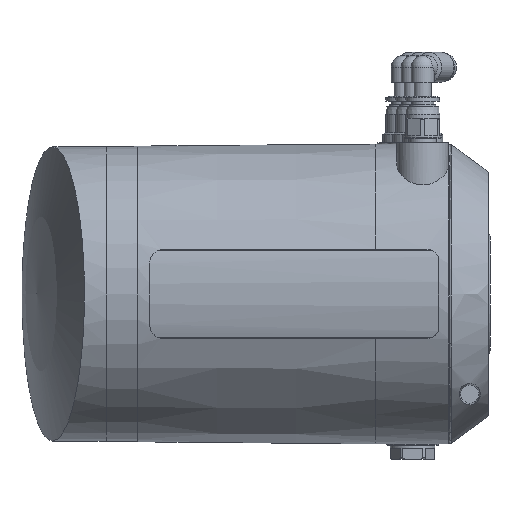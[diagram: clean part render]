
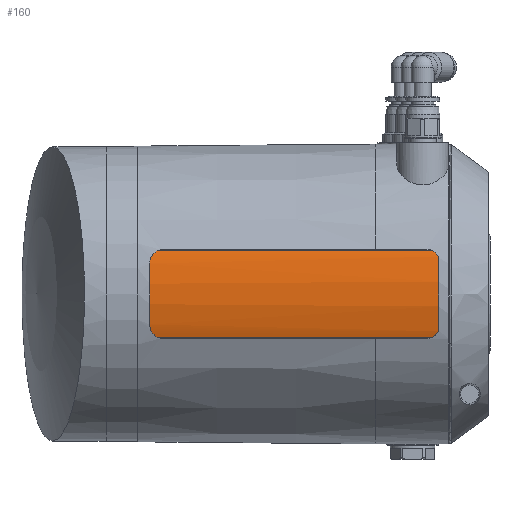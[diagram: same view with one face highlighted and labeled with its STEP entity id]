
A CAD part, left-side view. The second image highlights one B-rep face of the part: STEP entity #160.
In plain terms, the highlighted cylindrical face has radius 53.5 mm (diameter 107 mm), a partial arc.
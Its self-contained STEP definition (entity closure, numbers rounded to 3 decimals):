
#160 = ADVANCED_FACE( '', ( #555 ), #556, .T. );
#555 = FACE_OUTER_BOUND( '', #1288, .T. );
#556 = CYLINDRICAL_SURFACE( '', #1289, 53.5 );
#1288 = EDGE_LOOP( '', ( #2410, #2411, #2412, #2413, #2414, #2415, #2416, #2417 ) );
#1289 = AXIS2_PLACEMENT_3D( '', #2418, #2419, #2420 );
#2410 = ORIENTED_EDGE( '', *, *, #3888, .T. );
#2411 = ORIENTED_EDGE( '', *, *, #3889, .T. );
#2412 = ORIENTED_EDGE( '', *, *, #3890, .T. );
#2413 = ORIENTED_EDGE( '', *, *, #3891, .T. );
#2414 = ORIENTED_EDGE( '', *, *, #3892, .T. );
#2415 = ORIENTED_EDGE( '', *, *, #3893, .F. );
#2416 = ORIENTED_EDGE( '', *, *, #3886, .T. );
#2417 = ORIENTED_EDGE( '', *, *, #3894, .T. );
#2418 = CARTESIAN_POINT( '', ( 1.44, 149.993, 0. ) );
#2419 = DIRECTION( '', ( 0.01, 1., 0. ) );
#2420 = DIRECTION( '', ( 1., -0.01, 0. ) );
#3886 = EDGE_CURVE( '', #4706, #4704, #4707, .T. );
#3888 = EDGE_CURVE( '', #4709, #4710, #4711, .T. );
#3889 = EDGE_CURVE( '', #4710, #4712, #4713, .T. );
#3890 = EDGE_CURVE( '', #4712, #4714, #4715, .T. );
#3891 = EDGE_CURVE( '', #4714, #4716, #4717, .T. );
#3892 = EDGE_CURVE( '', #4716, #4718, #4719, .T. );
#3893 = EDGE_CURVE( '', #4706, #4718, #4720, .T. );
#3894 = EDGE_CURVE( '', #4704, #4709, #4721, .F. );
#4704 = VERTEX_POINT( '', #6657 );
#4706 = VERTEX_POINT( '', #6660 );
#4707 = B_SPLINE_CURVE_WITH_KNOTS( '', 3, ( #6661, #6662, #6663, #6664, #6665, #6666, #6667, #6668, #6669, #6670, #6671, #6672, #6673, #6674 ), .UNSPECIFIED., .F., .F., ( 4, 2, 2, 2, 2, 2, 4 ), ( 0., 0.001, 0.002, 0.003, 0.004, 0.005, 0.005 ), .UNSPECIFIED. );
#4709 = VERTEX_POINT( '', #6683 );
#4710 = VERTEX_POINT( '', #6684 );
#4711 = B_SPLINE_CURVE_WITH_KNOTS( '', 3, ( #6685, #6686, #6687, #6688, #6689, #6690, #6691, #6692, #6693, #6694, #6695, #6696, #6697, #6698 ), .UNSPECIFIED., .F., .F., ( 4, 2, 2, 2, 2, 2, 4 ), ( 0., 0.001, 0.002, 0.003, 0.004, 0.005, 0.005 ), .UNSPECIFIED. );
#4712 = VERTEX_POINT( '', #6699 );
#4713 = LINE( '', #6700, #6701 );
#4714 = VERTEX_POINT( '', #6702 );
#4715 = B_SPLINE_CURVE_WITH_KNOTS( '', 3, ( #6703, #6704, #6705, #6706, #6707, #6708, #6709, #6710 ), .UNSPECIFIED., .F., .F., ( 4, 2, 2, 4 ), ( 0., 0.002, 0.002, 0.003 ), .UNSPECIFIED. );
#4716 = VERTEX_POINT( '', #6711 );
#4717 = B_SPLINE_CURVE_WITH_KNOTS( '', 3, ( #6712, #6713, #6714, #6715, #6716, #6717, #6718, #6719, #6720, #6721, #6722, #6723, #6724, #6725 ), .UNSPECIFIED., .F., .F., ( 4, 2, 2, 2, 2, 2, 4 ), ( 0.001, 0.004, 0.007, 0.014, 0.021, 0.024, 0.027 ), .UNSPECIFIED. );
#4718 = VERTEX_POINT( '', #6726 );
#4719 = B_SPLINE_CURVE_WITH_KNOTS( '', 3, ( #6727, #6728, #6729, #6730, #6731, #6732, #6733, #6734 ), .UNSPECIFIED., .F., .F., ( 4, 2, 2, 4 ), ( 0.001, 0.001, 0.002, 0.004 ), .UNSPECIFIED. );
#4720 = LINE( '', #6735, #6736 );
#4721 = ELLIPSE( '', #6737, 53.502, 53.5 );
#6657 = CARTESIAN_POINT( '', ( -51.283, 118.6, 10.7 ) );
#6660 = CARTESIAN_POINT( '', ( -50.21, 115.951, 15.113 ) );
#6661 = CARTESIAN_POINT( '', ( -50.21, 115.951, 15.113 ) );
#6662 = CARTESIAN_POINT( '', ( -50.27, 116.357, 14.897 ) );
#6663 = CARTESIAN_POINT( '', ( -50.343, 116.722, 14.632 ) );
#6664 = CARTESIAN_POINT( '', ( -50.468, 117.212, 14.164 ) );
#6665 = CARTESIAN_POINT( '', ( -50.513, 117.367, 13.996 ) );
#6666 = CARTESIAN_POINT( '', ( -50.604, 117.648, 13.644 ) );
#6667 = CARTESIAN_POINT( '', ( -50.651, 117.775, 13.46 ) );
#6668 = CARTESIAN_POINT( '', ( -50.795, 118.12, 12.884 ) );
#6669 = CARTESIAN_POINT( '', ( -50.897, 118.3, 12.463 ) );
#6670 = CARTESIAN_POINT( '', ( -51.044, 118.479, 11.818 ) );
#6671 = CARTESIAN_POINT( '', ( -51.093, 118.524, 11.599 ) );
#6672 = CARTESIAN_POINT( '', ( -51.189, 118.584, 11.154 ) );
#6673 = CARTESIAN_POINT( '', ( -51.237, 118.6, 10.927 ) );
#6674 = CARTESIAN_POINT( '', ( -51.283, 118.6, 10.7 ) );
#6683 = CARTESIAN_POINT( '', ( -51.283, 118.6, -10.7 ) );
#6684 = CARTESIAN_POINT( '', ( -50.21, 115.951, -15.113 ) );
#6685 = CARTESIAN_POINT( '', ( -51.283, 118.6, -10.7 ) );
#6686 = CARTESIAN_POINT( '', ( -51.19, 118.6, -11.154 ) );
#6687 = CARTESIAN_POINT( '', ( -51.094, 118.539, -11.598 ) );
#6688 = CARTESIAN_POINT( '', ( -50.946, 118.36, -12.246 ) );
#6689 = CARTESIAN_POINT( '', ( -50.896, 118.285, -12.461 ) );
#6690 = CARTESIAN_POINT( '', ( -50.797, 118.108, -12.874 ) );
#6691 = CARTESIAN_POINT( '', ( -50.748, 118.007, -13.073 ) );
#6692 = CARTESIAN_POINT( '', ( -50.604, 117.663, -13.649 ) );
#6693 = CARTESIAN_POINT( '', ( -50.51, 117.376, -14.008 ) );
#6694 = CARTESIAN_POINT( '', ( -50.386, 116.888, -14.474 ) );
#6695 = CARTESIAN_POINT( '', ( -50.346, 116.715, -14.618 ) );
#6696 = CARTESIAN_POINT( '', ( -50.274, 116.348, -14.883 ) );
#6697 = CARTESIAN_POINT( '', ( -50.24, 116.154, -15.005 ) );
#6698 = CARTESIAN_POINT( '', ( -50.21, 115.951, -15.113 ) );
#6699 = CARTESIAN_POINT( '', ( -51.135, 19.649, -15.113 ) );
#6700 = CARTESIAN_POINT( '', ( -49.879, 150.486, -15.113 ) );
#6701 = VECTOR( '', #8190, 1000. );
#6702 = CARTESIAN_POINT( '', ( -51.718, 17.586, -13.049 ) );
#6703 = CARTESIAN_POINT( '', ( -51.135, 19.649, -15.113 ) );
#6704 = CARTESIAN_POINT( '', ( -51.209, 19.205, -14.876 ) );
#6705 = CARTESIAN_POINT( '', ( -51.298, 18.81, -14.582 ) );
#6706 = CARTESIAN_POINT( '', ( -51.448, 18.285, -14.056 ) );
#6707 = CARTESIAN_POINT( '', ( -51.501, 18.123, -13.866 ) );
#6708 = CARTESIAN_POINT( '', ( -51.608, 17.831, -13.472 ) );
#6709 = CARTESIAN_POINT( '', ( -51.662, 17.701, -13.265 ) );
#6710 = CARTESIAN_POINT( '', ( -51.718, 17.586, -13.049 ) );
#6711 = CARTESIAN_POINT( '', ( -51.718, 17.586, 13.049 ) );
#6712 = CARTESIAN_POINT( '', ( -51.718, 17.586, -13.049 ) );
#6713 = CARTESIAN_POINT( '', ( -51.987, 17.588, -11.978 ) );
#6714 = CARTESIAN_POINT( '', ( -52.223, 17.589, -10.9 ) );
#6715 = CARTESIAN_POINT( '', ( -52.628, 17.592, -8.731 ) );
#6716 = CARTESIAN_POINT( '', ( -52.797, 17.593, -7.639 ) );
#6717 = CARTESIAN_POINT( '', ( -53.2, 17.595, -4.37 ) );
#6718 = CARTESIAN_POINT( '', ( -53.333, 17.596, -2.189 ) );
#6719 = CARTESIAN_POINT( '', ( -53.334, 17.596, 2.178 ) );
#6720 = CARTESIAN_POINT( '', ( -53.201, 17.595, 4.363 ) );
#6721 = CARTESIAN_POINT( '', ( -52.796, 17.593, 7.643 ) );
#6722 = CARTESIAN_POINT( '', ( -52.627, 17.592, 8.735 ) );
#6723 = CARTESIAN_POINT( '', ( -52.223, 17.589, 10.902 ) );
#6724 = CARTESIAN_POINT( '', ( -51.987, 17.588, 11.979 ) );
#6725 = CARTESIAN_POINT( '', ( -51.718, 17.586, 13.049 ) );
#6726 = CARTESIAN_POINT( '', ( -51.135, 19.649, 15.113 ) );
#6727 = CARTESIAN_POINT( '', ( -51.718, 17.586, 13.049 ) );
#6728 = CARTESIAN_POINT( '', ( -51.662, 17.701, 13.265 ) );
#6729 = CARTESIAN_POINT( '', ( -51.608, 17.832, 13.472 ) );
#6730 = CARTESIAN_POINT( '', ( -51.5, 18.124, 13.868 ) );
#6731 = CARTESIAN_POINT( '', ( -51.447, 18.287, 14.058 ) );
#6732 = CARTESIAN_POINT( '', ( -51.298, 18.81, 14.582 ) );
#6733 = CARTESIAN_POINT( '', ( -51.209, 19.205, 14.876 ) );
#6734 = CARTESIAN_POINT( '', ( -51.135, 19.649, 15.113 ) );
#6735 = CARTESIAN_POINT( '', ( -49.879, 150.486, 15.113 ) );
#6736 = VECTOR( '', #8191, 1000. );
#6737 = AXIS2_PLACEMENT_3D( '', #8192, #8193, #8194 );
#8190 = DIRECTION( '', ( -0.01, -1., 0. ) );
#8191 = DIRECTION( '', ( -0.01, -1., 0. ) );
#8192 = CARTESIAN_POINT( '', ( 1.139, 118.6, 0. ) );
#8193 = DIRECTION( '', ( 0., 1., 0. ) );
#8194 = DIRECTION( '', ( -1., 0., 0. ) );
